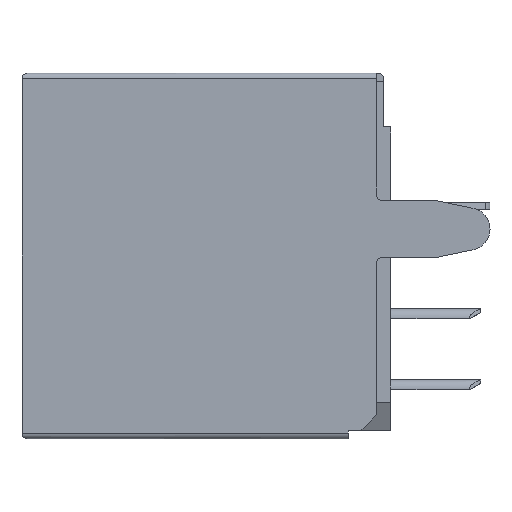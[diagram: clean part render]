
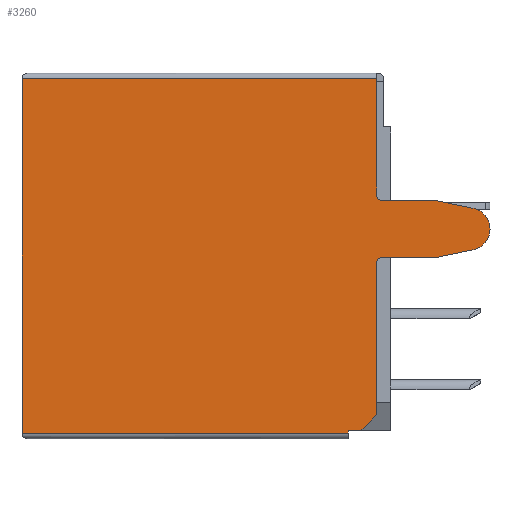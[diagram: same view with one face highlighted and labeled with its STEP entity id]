
A CAD part, left-side view. The second image highlights one B-rep face of the part: STEP entity #3260.
In plain terms, the highlighted planar face has unit normal (-1, 0, 0).
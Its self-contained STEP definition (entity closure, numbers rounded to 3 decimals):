
#38 = EDGE_LOOP ( 'NONE', ( #1344, #1562, #1563, #1564, #1565, #1566, #1567, #1568, #1569, #1570, #1571, #1572, #1573, #1574, #1575, #1576 ) ) ;
#98 = CARTESIAN_POINT ( 'NONE',  ( -7., 0.8, -12.6 ) ) ;
#102 = CARTESIAN_POINT ( 'NONE',  ( -7., 12.75, -12.7 ) ) ;
#185 = CARTESIAN_POINT ( 'NONE',  ( -7., -3.15, -4.765 ) ) ;
#186 = CARTESIAN_POINT ( 'NONE',  ( -7., -1.85, -6.5 ) ) ;
#188 = CARTESIAN_POINT ( 'NONE',  ( -7., -1.85, -4.5 ) ) ;
#192 = CARTESIAN_POINT ( 'NONE',  ( -7., 0.05, -6.5 ) ) ;
#371 = CARTESIAN_POINT ( 'NONE',  ( -7., 0.05, -4.5 ) ) ;
#436 = DIRECTION ( 'NONE',  ( 0., 1., 0. ) ) ;
#437 = DIRECTION ( 'NONE',  ( 1., 0., 0. ) ) ;
#438 = CARTESIAN_POINT ( 'NONE',  ( -7., -3., -5.5 ) ) ;
#561 = CARTESIAN_POINT ( 'NONE',  ( -7., 0.25, -0.3 ) ) ;
#565 = DIRECTION ( 'NONE',  ( 0., 0., 1. ) ) ;
#662 = CARTESIAN_POINT ( 'NONE',  ( -7., -3.75, -5.5 ) ) ;
#665 = CARTESIAN_POINT ( 'NONE',  ( -7., -3.15, -6.235 ) ) ;
#847 = CARTESIAN_POINT ( 'NONE',  ( -7., 0.25, -4.3 ) ) ;
#940 = CARTESIAN_POINT ( 'NONE',  ( -7., 1.25, -12.6 ) ) ;
#985 = CARTESIAN_POINT ( 'NONE',  ( -7., 0.25, -0.2 ) ) ;
#1014 = CARTESIAN_POINT ( 'NONE',  ( -7., 0.25, -6.7 ) ) ;
#1022 = CARTESIAN_POINT ( 'NONE',  ( -7., 1.25, -12.7 ) ) ;
#1098 = CARTESIAN_POINT ( 'NONE',  ( -7., 12.75, -0.2 ) ) ;
#1102 = CARTESIAN_POINT ( 'NONE',  ( -7., 0.25, -12.05 ) ) ;
#1326 = AXIS2_PLACEMENT_3D ( 'NONE', #3013, #3009, #3008 ) ;
#1344 = ORIENTED_EDGE ( 'NONE', *, *, #4075, .F. ) ;
#1562 = ORIENTED_EDGE ( 'NONE', *, *, #4076, .T. ) ;
#1563 = ORIENTED_EDGE ( 'NONE', *, *, #4077, .F. ) ;
#1564 = ORIENTED_EDGE ( 'NONE', *, *, #4069, .F. ) ;
#1565 = ORIENTED_EDGE ( 'NONE', *, *, #4078, .T. ) ;
#1566 = ORIENTED_EDGE ( 'NONE', *, *, #4079, .T. ) ;
#1567 = ORIENTED_EDGE ( 'NONE', *, *, #4080, .T. ) ;
#1568 = ORIENTED_EDGE ( 'NONE', *, *, #4081, .T. ) ;
#1569 = ORIENTED_EDGE ( 'NONE', *, *, #4082, .F. ) ;
#1570 = ORIENTED_EDGE ( 'NONE', *, *, #5088, .F. ) ;
#1571 = ORIENTED_EDGE ( 'NONE', *, *, #4083, .F. ) ;
#1572 = ORIENTED_EDGE ( 'NONE', *, *, #4084, .F. ) ;
#1573 = ORIENTED_EDGE ( 'NONE', *, *, #4085, .T. ) ;
#1574 = ORIENTED_EDGE ( 'NONE', *, *, #4086, .T. ) ;
#1575 = ORIENTED_EDGE ( 'NONE', *, *, #5021, .T. ) ;
#1576 = ORIENTED_EDGE ( 'NONE', *, *, #4087, .T. ) ;
#1789 = DIRECTION ( 'NONE',  ( 0., 0., 1. ) ) ;
#1799 = DIRECTION ( 'NONE',  ( 0., 0., -1. ) ) ;
#1809 = DIRECTION ( 'NONE',  ( 0., -1., 0. ) ) ;
#1842 = DIRECTION ( 'NONE',  ( 0., 1., 0. ) ) ;
#1843 = CARTESIAN_POINT ( 'NONE',  ( -7., 1.25, -12.6 ) ) ;
#1880 = DIRECTION ( 'NONE',  ( 0., 1., 0. ) ) ;
#1906 = DIRECTION ( 'NONE',  ( 0., 0.98, -0.2 ) ) ;
#1910 = CARTESIAN_POINT ( 'NONE',  ( -7., -1.85, -6.5 ) ) ;
#1919 = DIRECTION ( 'NONE',  ( 1., 0., 0. ) ) ;
#1941 = DIRECTION ( 'NONE',  ( 0., 1., 0. ) ) ;
#1970 = CARTESIAN_POINT ( 'NONE',  ( -7., 1.25, -12.7 ) ) ;
#2028 = CARTESIAN_POINT ( 'NONE',  ( -7., 0., -4.5 ) ) ;
#2102 = CARTESIAN_POINT ( 'NONE',  ( -7., -1.85, -4.5 ) ) ;
#2150 = CARTESIAN_POINT ( 'NONE',  ( -7., 0.8, -12.6 ) ) ;
#2151 = CARTESIAN_POINT ( 'NONE',  ( -7., 12.75, -12.9 ) ) ;
#2224 = CARTESIAN_POINT ( 'NONE',  ( -7., 1.25, -12.6 ) ) ;
#2274 = DIRECTION ( 'NONE',  ( 0., -0.98, -0.2 ) ) ;
#2381 = DIRECTION ( 'NONE',  ( 0., 1., 0. ) ) ;
#2383 = DIRECTION ( 'NONE',  ( 1., 0., 0. ) ) ;
#2390 = CARTESIAN_POINT ( 'NONE',  ( -7., 0.05, -4.3 ) ) ;
#2392 = DIRECTION ( 'NONE',  ( 0., -1., 0. ) ) ;
#2399 = DIRECTION ( 'NONE',  ( 1., 0., 0. ) ) ;
#2416 = DIRECTION ( 'NONE',  ( 0., 0., 1. ) ) ;
#2417 = CARTESIAN_POINT ( 'NONE',  ( -7., 0.05, -6.7 ) ) ;
#2439 = DIRECTION ( 'NONE',  ( 0., -0.707, 0.707 ) ) ;
#2494 = DIRECTION ( 'NONE',  ( 0., 1., 0. ) ) ;
#2495 = CARTESIAN_POINT ( 'NONE',  ( -7., 12.75, -0.2 ) ) ;
#2505 = DIRECTION ( 'NONE',  ( 0., 1., 0. ) ) ;
#2565 = CARTESIAN_POINT ( 'NONE',  ( -7., 0.05, -6.5 ) ) ;
#2566 = CARTESIAN_POINT ( 'NONE',  ( -7., -3., -5.5 ) ) ;
#2582 = CARTESIAN_POINT ( 'NONE',  ( -7., 0.25, -12.05 ) ) ;
#3008 = DIRECTION ( 'NONE',  ( 0., -1., 0. ) ) ;
#3009 = DIRECTION ( 'NONE',  ( -1., 0., 0. ) ) ;
#3013 = CARTESIAN_POINT ( 'NONE',  ( -7., 12.75, -12.9 ) ) ;
#3015 = PLANE ( 'NONE',  #1326 ) ;
#3260 = ADVANCED_FACE ( 'NONE', ( #4932 ), #3015, .T. ) ;
#4069 = EDGE_CURVE ( 'NONE', #5574, #5618, #6823, .T. ) ;
#4075 = EDGE_CURVE ( 'NONE', #5572, #5524, #6835, .T. ) ;
#4076 = EDGE_CURVE ( 'NONE', #5572, #5604, #6833, .T. ) ;
#4077 = EDGE_CURVE ( 'NONE', #5618, #5604, #6837, .T. ) ;
#4078 = EDGE_CURVE ( 'NONE', #5574, #5526, #6839, .T. ) ;
#4079 = EDGE_CURVE ( 'NONE', #5526, #5606, #6843, .T. ) ;
#4080 = EDGE_CURVE ( 'NONE', #5606, #5489, #6845, .T. ) ;
#4081 = EDGE_CURVE ( 'NONE', #5489, #5491, #6847, .T. ) ;
#4082 = EDGE_CURVE ( 'NONE', #6577, #5491, #6848, .T. ) ;
#4083 = EDGE_CURVE ( 'NONE', #5494, #6578, #6841, .T. ) ;
#4084 = EDGE_CURVE ( 'NONE', #5492, #5494, #6850, .T. ) ;
#4085 = EDGE_CURVE ( 'NONE', #5492, #5348, #6852, .T. ) ;
#4086 = EDGE_CURVE ( 'NONE', #5348, #5638, #6855, .T. ) ;
#4087 = EDGE_CURVE ( 'NONE', #5617, #5524, #6857, .T. ) ;
#4545 = AXIS2_PLACEMENT_3D ( 'NONE', #2390, #2383, #2381 ) ;
#4546 = AXIS2_PLACEMENT_3D ( 'NONE', #2566, #1919, #1842 ) ;
#4548 = AXIS2_PLACEMENT_3D ( 'NONE', #2417, #2399, #2505 ) ;
#4932 = FACE_OUTER_BOUND ( 'NONE', #38, .T. ) ;
#5021 = EDGE_CURVE ( 'NONE', #5638, #5617, #7590, .T. ) ;
#5088 = EDGE_CURVE ( 'NONE', #6578, #6577, #7674, .T. ) ;
#5348 = VERTEX_POINT ( 'NONE', #371 ) ;
#5489 = VERTEX_POINT ( 'NONE', #192 ) ;
#5491 = VERTEX_POINT ( 'NONE', #186 ) ;
#5492 = VERTEX_POINT ( 'NONE', #188 ) ;
#5494 = VERTEX_POINT ( 'NONE', #185 ) ;
#5524 = VERTEX_POINT ( 'NONE', #1098 ) ;
#5526 = VERTEX_POINT ( 'NONE', #1102 ) ;
#5572 = VERTEX_POINT ( 'NONE', #102 ) ;
#5574 = VERTEX_POINT ( 'NONE', #98 ) ;
#5604 = VERTEX_POINT ( 'NONE', #1022 ) ;
#5606 = VERTEX_POINT ( 'NONE', #1014 ) ;
#5617 = VERTEX_POINT ( 'NONE', #985 ) ;
#5618 = VERTEX_POINT ( 'NONE', #940 ) ;
#5638 = VERTEX_POINT ( 'NONE', #847 ) ;
#6577 = VERTEX_POINT ( 'NONE', #665 ) ;
#6578 = VERTEX_POINT ( 'NONE', #662 ) ;
#6823 = LINE ( 'NONE', #2224, #6826 ) ;
#6826 = VECTOR ( 'NONE', #1941, 1000. ) ;
#6833 = LINE ( 'NONE', #1970, #6840 ) ;
#6835 = LINE ( 'NONE', #2151, #6838 ) ;
#6837 = LINE ( 'NONE', #1843, #6842 ) ;
#6838 = VECTOR ( 'NONE', #1789, 1000. ) ;
#6839 = LINE ( 'NONE', #2150, #6844 ) ;
#6840 = VECTOR ( 'NONE', #1809, 1000. ) ;
#6841 = CIRCLE ( 'NONE', #4546, 0.75 ) ;
#6842 = VECTOR ( 'NONE', #1799, 1000. ) ;
#6843 = LINE ( 'NONE', #2582, #6846 ) ;
#6844 = VECTOR ( 'NONE', #2439, 1000. ) ;
#6845 = CIRCLE ( 'NONE', #4548, 0.2 ) ;
#6846 = VECTOR ( 'NONE', #2416, 1000. ) ;
#6847 = LINE ( 'NONE', #2565, #6849 ) ;
#6848 = LINE ( 'NONE', #1910, #6851 ) ;
#6849 = VECTOR ( 'NONE', #2392, 1000. ) ;
#6850 = LINE ( 'NONE', #2102, #6854 ) ;
#6851 = VECTOR ( 'NONE', #1906, 1000. ) ;
#6852 = LINE ( 'NONE', #2028, #6856 ) ;
#6854 = VECTOR ( 'NONE', #2274, 1000. ) ;
#6855 = CIRCLE ( 'NONE', #4545, 0.2 ) ;
#6856 = VECTOR ( 'NONE', #2494, 1000. ) ;
#6857 = LINE ( 'NONE', #2495, #6859 ) ;
#6859 = VECTOR ( 'NONE', #1880, 1000. ) ;
#7590 = LINE ( 'NONE', #561, #7594 ) ;
#7594 = VECTOR ( 'NONE', #565, 1000. ) ;
#7674 = CIRCLE ( 'NONE', #8828, 0.75 ) ;
#8828 = AXIS2_PLACEMENT_3D ( 'NONE', #438, #437, #436 ) ;
